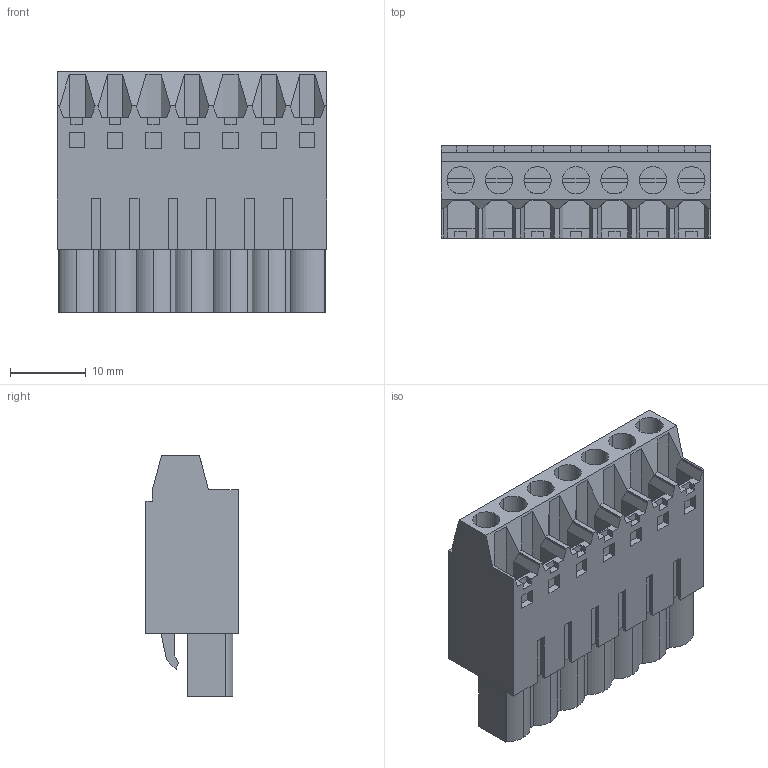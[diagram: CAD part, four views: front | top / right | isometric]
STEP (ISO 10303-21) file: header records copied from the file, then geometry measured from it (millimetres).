
FILE_DESCRIPTION(('CATIA V5 STEP Exchange','CAx-IF Rec.Pracs.--- Model Styling and Organization---1.2---2011-12-15'),'2;1');
FILE_NAME ('D1452473_0_1500060000_1500060000.stp','2018-11-30T11:45:01+00:00',('none'),('Weidmueller'),'CATIA Version 5-6 Release 2014','CATIA V5 STEP AP214','none');
FILE_SCHEMA(('AUTOMOTIVE_DESIGN { 1 0 10303 214 1 1 1 1 }'));
Length unit declared in the file: millimetre
Products named in the file (1): 1500060000
Bounding box: 35.56 x 12.2 x 31.8 mm (x, y, z)
Volume: 9076.9 mm3; surface area: 5855.3 mm2
Topology: 8 solids, 8 shells, 549 faces, 1461 edges, 961 vertices
Faces by surface type: plane 492, cylinder 57
Entity records: 15520 total; most frequent: ORIENTED_EDGE 2922, CARTESIAN_POINT 2749, DIRECTION 2098, EDGE_CURVE 1461, VECTOR 1308, LINE 1308, VERTEX_POINT 961, EDGE_LOOP 582
